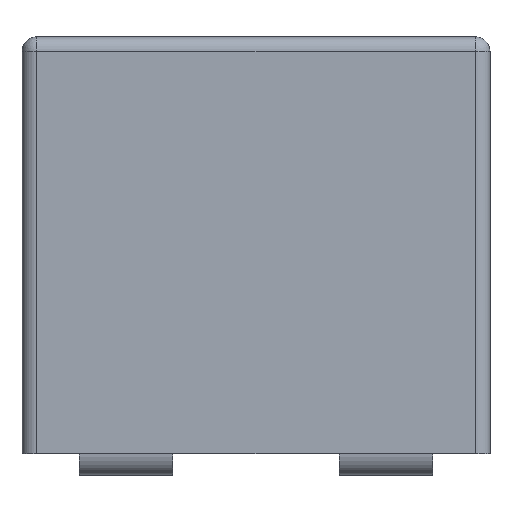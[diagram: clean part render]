
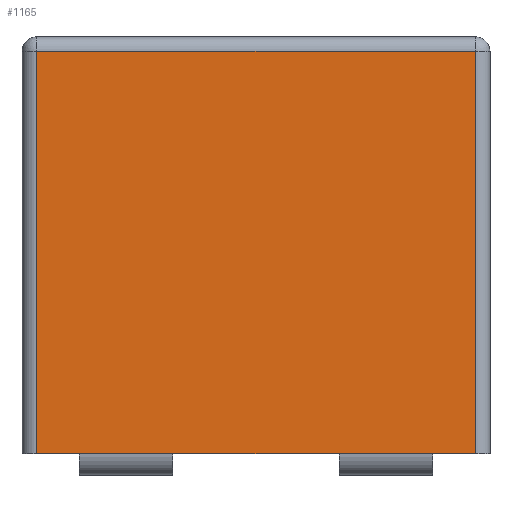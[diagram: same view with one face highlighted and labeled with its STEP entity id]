
A CAD part, front view. The second image highlights one B-rep face of the part: STEP entity #1165.
In plain terms, the highlighted planar face has unit normal (0, -1, 0).
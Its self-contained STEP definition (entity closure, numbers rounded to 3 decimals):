
#134=PLANE('',#1354);
#161=LINE('',#1684,#249);
#166=LINE('',#1712,#254);
#169=LINE('',#1716,#257);
#175=LINE('',#1726,#263);
#249=VECTOR('',#1436,10.);
#254=VECTOR('',#1467,10.);
#257=VECTOR('',#1472,10.);
#263=VECTOR('',#1486,10.);
#359=FACE_OUTER_BOUND('',#431,.T.);
#431=EDGE_LOOP('',(#848,#849,#850,#851));
#519=VERTEX_POINT('',#1673);
#522=VERTEX_POINT('',#1680);
#531=VERTEX_POINT('',#1705);
#533=VERTEX_POINT('',#1710);
#637=EDGE_CURVE('',#519,#522,#161,.T.);
#650=EDGE_CURVE('',#533,#531,#166,.T.);
#653=EDGE_CURVE('',#531,#519,#169,.T.);
#659=EDGE_CURVE('',#533,#522,#175,.T.);
#848=ORIENTED_EDGE('',*,*,#637,.F.);
#849=ORIENTED_EDGE('',*,*,#653,.F.);
#850=ORIENTED_EDGE('',*,*,#650,.F.);
#851=ORIENTED_EDGE('',*,*,#659,.T.);
#1165=ADVANCED_FACE('',(#359),#134,.T.);
#1354=AXIS2_PLACEMENT_3D('',#1725,#1484,#1485);
#1436=DIRECTION('',(0.,0.,-1.));
#1467=DIRECTION('',(0.,0.,1.));
#1472=DIRECTION('',(1.,0.,0.));
#1484=DIRECTION('center_axis',(0.,-1.,0.));
#1485=DIRECTION('ref_axis',(1.,0.,0.));
#1486=DIRECTION('',(1.,0.,0.));
#1673=CARTESIAN_POINT('',(1.5,-1.75,2.9));
#1680=CARTESIAN_POINT('',(1.5,-1.75,0.15));
#1684=CARTESIAN_POINT('',(1.5,-1.75,0.));
#1705=CARTESIAN_POINT('',(-1.5,-1.75,2.9));
#1710=CARTESIAN_POINT('',(-1.5,-1.75,0.15));
#1712=CARTESIAN_POINT('',(-1.5,-1.75,0.));
#1716=CARTESIAN_POINT('',(-0.8,-1.75,2.9));
#1725=CARTESIAN_POINT('Origin',(-1.6,-1.75,0.));
#1726=CARTESIAN_POINT('',(-0.8,-1.75,0.15));
